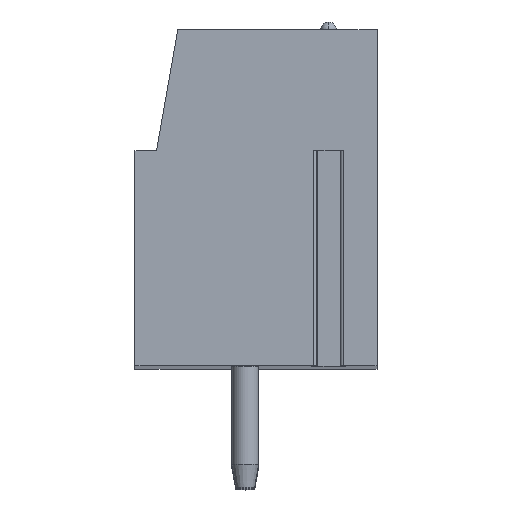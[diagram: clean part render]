
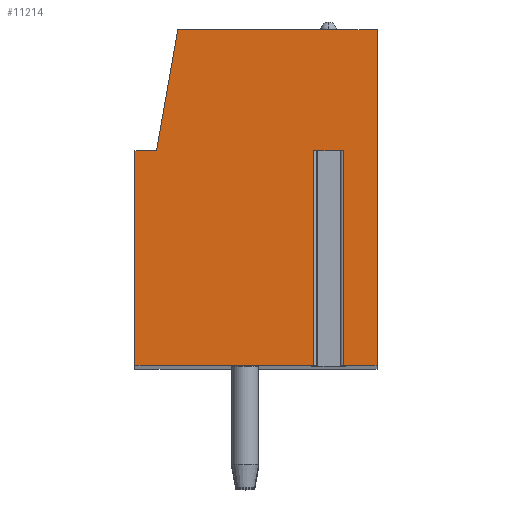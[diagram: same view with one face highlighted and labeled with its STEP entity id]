
A CAD part, top view. The second image highlights one B-rep face of the part: STEP entity #11214.
In plain terms, the highlighted planar face has unit normal (0, 0, 1).
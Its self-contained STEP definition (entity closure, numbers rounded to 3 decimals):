
#13=DIRECTION('',(-1.,0.,0.));
#14=VECTOR('',#13,1.112);
#15=CARTESIAN_POINT('',(3.256,1.75,63.5));
#16=LINE('',#15,#14);
#17=DIRECTION('',(0.,-1.,0.));
#18=VECTOR('',#17,8.);
#19=CARTESIAN_POINT('',(2.144,1.75,63.5));
#20=LINE('',#19,#18);
#21=DIRECTION('',(1.,0.,0.));
#22=VECTOR('',#21,6.644);
#23=CARTESIAN_POINT('',(-4.5,-6.25,63.5));
#24=LINE('',#23,#22);
#25=DIRECTION('',(0.,-1.,0.));
#26=VECTOR('',#25,8.);
#27=CARTESIAN_POINT('',(-4.5,1.75,63.5));
#28=LINE('',#27,#26);
#29=DIRECTION('',(-1.,0.,0.));
#30=VECTOR('',#29,0.8);
#31=CARTESIAN_POINT('',(-3.7,1.75,63.5));
#32=LINE('',#31,#30);
#33=DIRECTION('',(-0.174,-0.985,0.));
#34=VECTOR('',#33,4.569);
#35=CARTESIAN_POINT('',(-2.907,6.25,63.5));
#36=LINE('',#35,#34);
#37=DIRECTION('',(-1.,0.,0.));
#38=VECTOR('',#37,7.407);
#39=CARTESIAN_POINT('',(4.5,6.25,63.5));
#40=LINE('',#39,#38);
#41=DIRECTION('',(0.,1.,0.));
#42=VECTOR('',#41,12.5);
#43=CARTESIAN_POINT('',(4.5,-6.25,63.5));
#44=LINE('',#43,#42);
#45=DIRECTION('',(1.,0.,0.));
#46=VECTOR('',#45,1.244);
#47=CARTESIAN_POINT('',(3.256,-6.25,63.5));
#48=LINE('',#47,#46);
#49=DIRECTION('',(0.,-1.,0.));
#50=VECTOR('',#49,8.);
#51=CARTESIAN_POINT('',(3.256,1.75,63.5));
#52=LINE('',#51,#50);
#8823=CARTESIAN_POINT('',(-3.7,1.75,63.5));
#8824=CARTESIAN_POINT('',(-4.5,1.75,63.5));
#8825=VERTEX_POINT('',#8823);
#8826=VERTEX_POINT('',#8824);
#8827=CARTESIAN_POINT('',(-4.5,-6.25,63.5));
#8828=VERTEX_POINT('',#8827);
#8829=CARTESIAN_POINT('',(4.5,-6.25,63.5));
#8830=CARTESIAN_POINT('',(4.5,6.25,63.5));
#8831=VERTEX_POINT('',#8829);
#8832=VERTEX_POINT('',#8830);
#8833=CARTESIAN_POINT('',(-2.907,6.25,63.5));
#8834=VERTEX_POINT('',#8833);
#8883=CARTESIAN_POINT('',(3.256,1.75,63.5));
#8884=CARTESIAN_POINT('',(2.144,1.75,63.5));
#8885=VERTEX_POINT('',#8883);
#8886=VERTEX_POINT('',#8884);
#8887=CARTESIAN_POINT('',(2.144,-6.25,63.5));
#8888=VERTEX_POINT('',#8887);
#8889=CARTESIAN_POINT('',(3.256,-6.25,63.5));
#8890=VERTEX_POINT('',#8889);
#11187=CARTESIAN_POINT('',(0.,0.,63.5));
#11188=DIRECTION('',(0.,0.,1.));
#11189=DIRECTION('',(1.,0.,0.));
#11190=AXIS2_PLACEMENT_3D('',#11187,#11188,#11189);
#11191=PLANE('',#11190);
#11193=ORIENTED_EDGE('',*,*,#11192,.T.);
#11195=ORIENTED_EDGE('',*,*,#11194,.T.);
#11197=ORIENTED_EDGE('',*,*,#11196,.F.);
#11199=ORIENTED_EDGE('',*,*,#11198,.F.);
#11201=ORIENTED_EDGE('',*,*,#11200,.F.);
#11203=ORIENTED_EDGE('',*,*,#11202,.F.);
#11205=ORIENTED_EDGE('',*,*,#11204,.F.);
#11207=ORIENTED_EDGE('',*,*,#11206,.F.);
#11209=ORIENTED_EDGE('',*,*,#11208,.F.);
#11211=ORIENTED_EDGE('',*,*,#11210,.F.);
#11212=EDGE_LOOP('',(#11193,#11195,#11197,#11199,#11201,#11203,#11205,#11207,
#11209,#11211));
#11213=FACE_OUTER_BOUND('',#11212,.F.);
#11192=EDGE_CURVE('',#8885,#8886,#16,.T.);
#11194=EDGE_CURVE('',#8886,#8888,#20,.T.);
#11196=EDGE_CURVE('',#8828,#8888,#24,.T.);
#11198=EDGE_CURVE('',#8826,#8828,#28,.T.);
#11200=EDGE_CURVE('',#8825,#8826,#32,.T.);
#11202=EDGE_CURVE('',#8834,#8825,#36,.T.);
#11204=EDGE_CURVE('',#8832,#8834,#40,.T.);
#11206=EDGE_CURVE('',#8831,#8832,#44,.T.);
#11208=EDGE_CURVE('',#8890,#8831,#48,.T.);
#11210=EDGE_CURVE('',#8885,#8890,#52,.T.);
#11214=ADVANCED_FACE('',(#11213),#11191,.T.);
